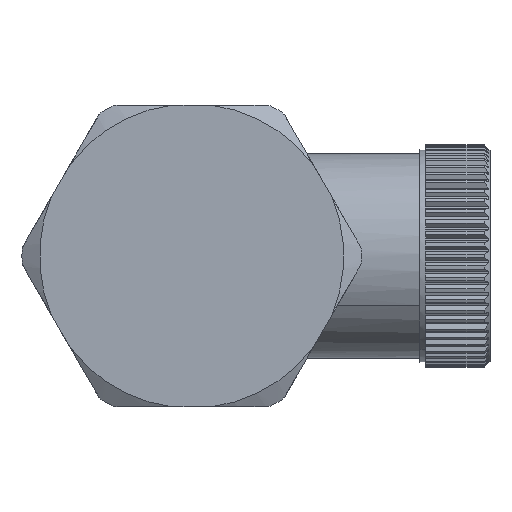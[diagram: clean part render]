
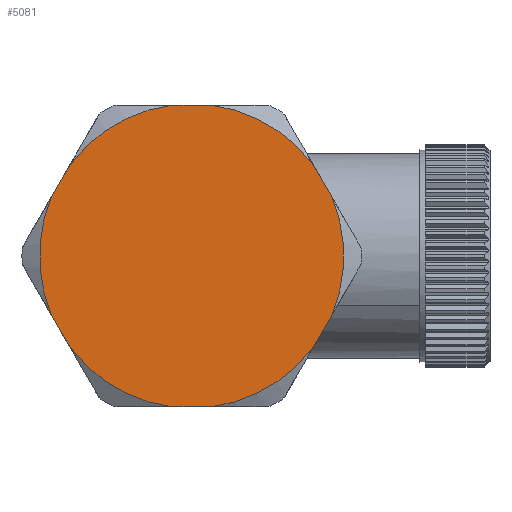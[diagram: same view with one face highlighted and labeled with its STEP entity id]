
A CAD part, left-side view. The second image highlights one B-rep face of the part: STEP entity #5081.
In plain terms, the highlighted planar face has unit normal (-1, 0, 0).
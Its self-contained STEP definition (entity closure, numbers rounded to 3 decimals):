
#3896=CARTESIAN_POINT('Axis2P3D Location',(-35.5,0.,0.)) ;
#3900=CARTESIAN_POINT('Vertex',(-35.5,10.367,-7.844)) ;
#3902=CARTESIAN_POINT('Vertex',(-35.5,1.609,-12.9)) ;
#4619=CARTESIAN_POINT('Axis2P3D Location',(-35.5,0.,0.)) ;
#4623=CARTESIAN_POINT('Vertex',(-35.5,-1.609,-12.9)) ;
#4625=CARTESIAN_POINT('Vertex',(-35.5,-10.367,-7.844)) ;
#4697=CARTESIAN_POINT('Axis2P3D Location',(-35.5,0.,0.)) ;
#4701=CARTESIAN_POINT('Vertex',(-35.5,-11.976,-5.056)) ;
#4703=CARTESIAN_POINT('Vertex',(-35.5,-11.976,5.056)) ;
#4816=CARTESIAN_POINT('Axis2P3D Location',(-35.5,0.,0.)) ;
#4820=CARTESIAN_POINT('Vertex',(-35.5,-10.367,7.844)) ;
#4822=CARTESIAN_POINT('Vertex',(-35.5,-1.609,12.9)) ;
#4976=CARTESIAN_POINT('Axis2P3D Location',(-35.5,0.,0.)) ;
#4980=CARTESIAN_POINT('Vertex',(-35.5,1.609,12.9)) ;
#4982=CARTESIAN_POINT('Vertex',(-35.5,10.367,7.844)) ;
#5023=CARTESIAN_POINT('Axis2P3D Location',(-35.5,13.,0.)) ;
#5028=CARTESIAN_POINT('Line Origine',(-35.5,-11.172,6.45)) ;
#5033=CARTESIAN_POINT('Line Origine',(-35.5,0.,12.9)) ;
#5038=CARTESIAN_POINT('Line Origine',(-35.5,11.172,6.45)) ;
#5042=CARTESIAN_POINT('Vertex',(-35.5,11.976,5.056)) ;
#5045=CARTESIAN_POINT('Axis2P3D Location',(-35.5,0.,0.)) ;
#5049=CARTESIAN_POINT('Vertex',(-35.5,11.976,-5.056)) ;
#5052=CARTESIAN_POINT('Line Origine',(-35.5,11.172,-6.45)) ;
#5057=CARTESIAN_POINT('Line Origine',(-35.5,0.,-12.9)) ;
#5062=CARTESIAN_POINT('Line Origine',(-35.5,-11.172,-6.45)) ;
#3897=DIRECTION('Axis2P3D Direction',(1.,-0.,0.)) ;
#4620=DIRECTION('Axis2P3D Direction',(1.,-0.,0.)) ;
#4698=DIRECTION('Axis2P3D Direction',(1.,-0.,0.)) ;
#4817=DIRECTION('Axis2P3D Direction',(1.,-0.,0.)) ;
#4977=DIRECTION('Axis2P3D Direction',(1.,-0.,0.)) ;
#5024=DIRECTION('Axis2P3D Direction',(-1.,0.,0.)) ;
#5025=DIRECTION('Axis2P3D XDirection',(0.,1.,0.)) ;
#5029=DIRECTION('Vector Direction',(0.,0.5,0.866)) ;
#5034=DIRECTION('Vector Direction',(0.,1.,0.)) ;
#5039=DIRECTION('Vector Direction',(0.,-0.5,0.866)) ;
#5046=DIRECTION('Axis2P3D Direction',(-1.,0.,0.)) ;
#5053=DIRECTION('Vector Direction',(0.,-0.5,-0.866)) ;
#5058=DIRECTION('Vector Direction',(0.,-1.,0.)) ;
#5063=DIRECTION('Vector Direction',(0.,0.5,-0.866)) ;
#3898=AXIS2_PLACEMENT_3D('Circle Axis2P3D',#3896,#3897,$) ;
#4621=AXIS2_PLACEMENT_3D('Circle Axis2P3D',#4619,#4620,$) ;
#4699=AXIS2_PLACEMENT_3D('Circle Axis2P3D',#4697,#4698,$) ;
#4818=AXIS2_PLACEMENT_3D('Circle Axis2P3D',#4816,#4817,$) ;
#4978=AXIS2_PLACEMENT_3D('Circle Axis2P3D',#4976,#4977,$) ;
#5026=AXIS2_PLACEMENT_3D('Plane Axis2P3D',#5023,#5024,#5025) ;
#5047=AXIS2_PLACEMENT_3D('Circle Axis2P3D',#5045,#5046,$) ;
#5068=ORIENTED_EDGE('',*,*,#5032,.T.) ;
#5069=ORIENTED_EDGE('',*,*,#4824,.T.) ;
#5070=ORIENTED_EDGE('',*,*,#5037,.T.) ;
#5071=ORIENTED_EDGE('',*,*,#4984,.T.) ;
#5072=ORIENTED_EDGE('',*,*,#5044,.F.) ;
#5073=ORIENTED_EDGE('',*,*,#5051,.T.) ;
#5074=ORIENTED_EDGE('',*,*,#5056,.T.) ;
#5075=ORIENTED_EDGE('',*,*,#3904,.T.) ;
#5076=ORIENTED_EDGE('',*,*,#5061,.T.) ;
#5077=ORIENTED_EDGE('',*,*,#4627,.T.) ;
#5078=ORIENTED_EDGE('',*,*,#5066,.F.) ;
#5079=ORIENTED_EDGE('',*,*,#4705,.T.) ;
#5030=VECTOR('Line Direction',#5029,1.) ;
#5035=VECTOR('Line Direction',#5034,1.) ;
#5040=VECTOR('Line Direction',#5039,1.) ;
#5054=VECTOR('Line Direction',#5053,1.) ;
#5059=VECTOR('Line Direction',#5058,1.) ;
#5064=VECTOR('Line Direction',#5063,1.) ;
#5081=ADVANCED_FACE('PartBody',(#5080),#5027,.T.) ;
#3899=CIRCLE('generated circle',#3898,13.) ;
#4622=CIRCLE('generated circle',#4621,13.) ;
#4700=CIRCLE('generated circle',#4699,13.) ;
#4819=CIRCLE('generated circle',#4818,13.) ;
#4979=CIRCLE('generated circle',#4978,13.) ;
#5048=CIRCLE('generated circle',#5047,13.) ;
#3904=EDGE_CURVE('',#3901,#3903,#3899,.F.) ;
#4627=EDGE_CURVE('',#4624,#4626,#4622,.F.) ;
#4705=EDGE_CURVE('',#4702,#4704,#4700,.F.) ;
#4824=EDGE_CURVE('',#4821,#4823,#4819,.F.) ;
#4984=EDGE_CURVE('',#4981,#4983,#4979,.F.) ;
#5032=EDGE_CURVE('',#4704,#4821,#5031,.T.) ;
#5037=EDGE_CURVE('',#4823,#4981,#5036,.T.) ;
#5044=EDGE_CURVE('',#5043,#4983,#5041,.T.) ;
#5051=EDGE_CURVE('',#5043,#5050,#5048,.T.) ;
#5056=EDGE_CURVE('',#5050,#3901,#5055,.T.) ;
#5061=EDGE_CURVE('',#3903,#4624,#5060,.T.) ;
#5066=EDGE_CURVE('',#4702,#4626,#5065,.T.) ;
#5067=EDGE_LOOP('',(#5068,#5069,#5070,#5071,#5072,#5073,#5074,#5075,#5076,#5077,#5078,#5079)) ;
#5080=FACE_OUTER_BOUND('',#5067,.T.) ;
#5031=LINE('Line',#5028,#5030) ;
#5036=LINE('Line',#5033,#5035) ;
#5041=LINE('Line',#5038,#5040) ;
#5055=LINE('Line',#5052,#5054) ;
#5060=LINE('Line',#5057,#5059) ;
#5065=LINE('Line',#5062,#5064) ;
#5027=PLANE('',#5026) ;
#3901=VERTEX_POINT('',#3900) ;
#3903=VERTEX_POINT('',#3902) ;
#4624=VERTEX_POINT('',#4623) ;
#4626=VERTEX_POINT('',#4625) ;
#4702=VERTEX_POINT('',#4701) ;
#4704=VERTEX_POINT('',#4703) ;
#4821=VERTEX_POINT('',#4820) ;
#4823=VERTEX_POINT('',#4822) ;
#4981=VERTEX_POINT('',#4980) ;
#4983=VERTEX_POINT('',#4982) ;
#5043=VERTEX_POINT('',#5042) ;
#5050=VERTEX_POINT('',#5049) ;
